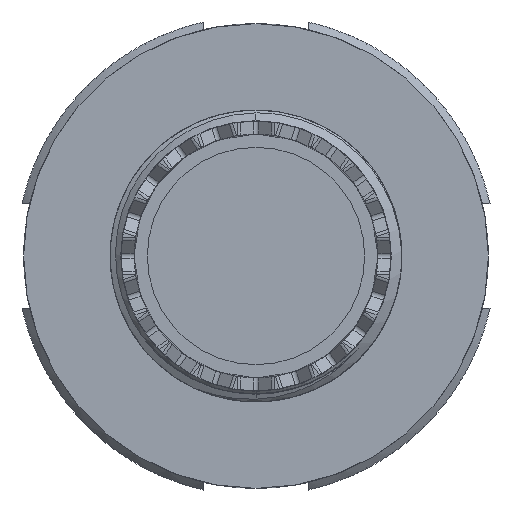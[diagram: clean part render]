
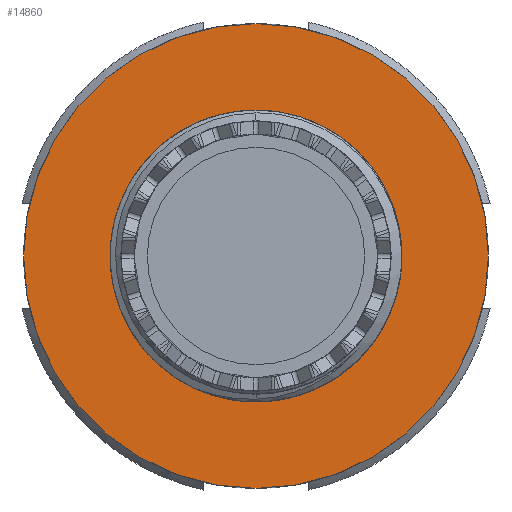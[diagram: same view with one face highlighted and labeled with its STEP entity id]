
A CAD part, front view. The second image highlights one B-rep face of the part: STEP entity #14860.
In plain terms, the highlighted planar face has unit normal (0, -1, 0).
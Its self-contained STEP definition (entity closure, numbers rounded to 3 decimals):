
#116=CARTESIAN_POINT('',(0.,0.,0.));
#117=DIRECTION('',(0.,-1.,0.));
#118=DIRECTION('',(0.,0.,-1.));
#119=AXIS2_PLACEMENT_3D('',#116,#117,#118);
#362=CARTESIAN_POINT('',(0.,0.,0.));
#363=DIRECTION('',(0.,1.,0.));
#364=DIRECTION('',(0.,0.,-1.));
#365=AXIS2_PLACEMENT_3D('',#362,#363,#364);
#3138=CARTESIAN_POINT('',(0.,0.,0.));
#3139=DIRECTION('',(0.,-1.,0.));
#3140=DIRECTION('',(0.,0.,-1.));
#3141=AXIS2_PLACEMENT_3D('',#3138,#3139,#3140);
#3143=CARTESIAN_POINT('',(0.,0.,0.));
#3144=DIRECTION('',(0.,1.,0.));
#3145=DIRECTION('',(0.,0.,-1.));
#3146=AXIS2_PLACEMENT_3D('',#3143,#3144,#3145);
#9644=CARTESIAN_POINT('',(0.,0.,-14.25));
#9645=CARTESIAN_POINT('',(0.,0.,14.25));
#9646=VERTEX_POINT('',#9644);
#9647=VERTEX_POINT('',#9645);
#9713=CARTESIAN_POINT('',(0.,0.,-8.945));
#9714=CARTESIAN_POINT('',(0.,0.,8.945));
#9715=VERTEX_POINT('',#9713);
#9716=VERTEX_POINT('',#9714);
#14845=CARTESIAN_POINT('',(0.,0.,0.));
#14846=DIRECTION('',(0.,-1.,0.));
#14847=DIRECTION('',(0.,0.,-1.));
#14848=AXIS2_PLACEMENT_3D('',#14845,#14846,#14847);
#14849=PLANE('',#14848);
#14851=ORIENTED_EDGE('',*,*,#14850,.F.);
#14853=ORIENTED_EDGE('',*,*,#14852,.T.);
#14854=EDGE_LOOP('',(#14851,#14853));
#14855=FACE_OUTER_BOUND('',#14854,.F.);
#14856=ORIENTED_EDGE('',*,*,#11604,.F.);
#14857=ORIENTED_EDGE('',*,*,#11528,.T.);
#14858=EDGE_LOOP('',(#14856,#14857));
#14859=FACE_BOUND('',#14858,.F.);
#14860=ADVANCED_FACE('',(#14855,#14859),#14849,.T.);
#120=CIRCLE('',#119,8.945);
#366=CIRCLE('',#365,8.945);
#3142=CIRCLE('',#3141,14.25);
#3147=CIRCLE('',#3146,14.25);
#11528=EDGE_CURVE('',#9715,#9716,#120,.T.);
#11604=EDGE_CURVE('',#9715,#9716,#366,.T.);
#14850=EDGE_CURVE('',#9646,#9647,#3142,.T.);
#14852=EDGE_CURVE('',#9646,#9647,#3147,.T.);
